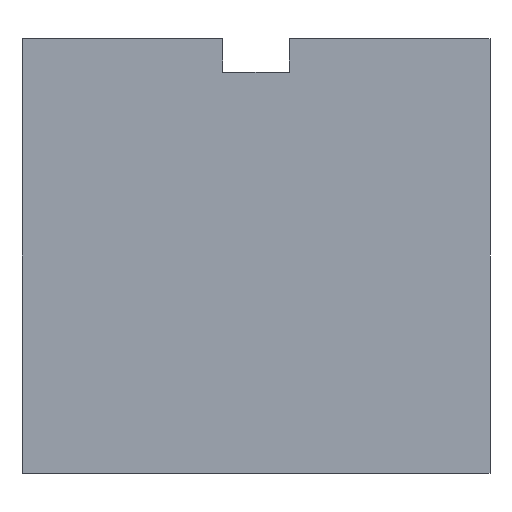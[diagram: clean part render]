
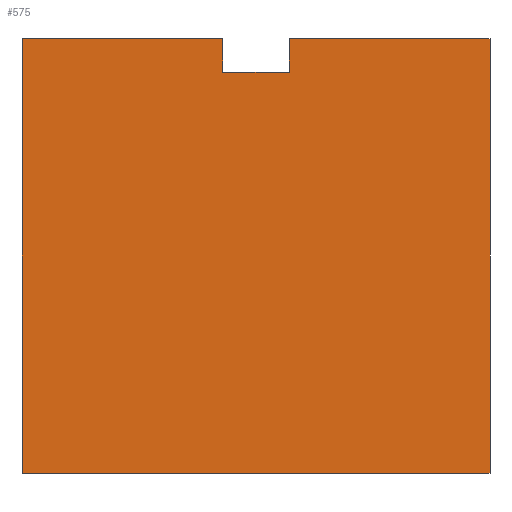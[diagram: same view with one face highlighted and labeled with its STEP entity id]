
A CAD part, left-side view. The second image highlights one B-rep face of the part: STEP entity #575.
In plain terms, the highlighted planar face has unit normal (-1, 0, 0).
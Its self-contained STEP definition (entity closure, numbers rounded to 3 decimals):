
#30 = DIRECTION ( 'NONE',  ( 0., 0., -1. ) ) ;
#31 = CARTESIAN_POINT ( 'NONE',  ( -3.5, 3.5, 6. ) ) ;
#56 = VERTEX_POINT ( 'NONE', #216 ) ;
#58 = CARTESIAN_POINT ( 'NONE',  ( -3.5, -3.5, 6. ) ) ;
#157 = DIRECTION ( 'NONE',  ( 0., 0., -1. ) ) ;
#178 = VERTEX_POINT ( 'NONE', #219 ) ;
#181 = LINE ( 'NONE', #237, #605 ) ;
#182 = DIRECTION ( 'NONE',  ( 0., 0., -1. ) ) ;
#186 = CARTESIAN_POINT ( 'NONE',  ( -3.5, 0.5, 6.5 ) ) ;
#188 = LINE ( 'NONE', #190, #631 ) ;
#190 = CARTESIAN_POINT ( 'NONE',  ( -3.5, 3.5, 6.5 ) ) ;
#191 = DIRECTION ( 'NONE',  ( 0., -1., 0. ) ) ;
#197 = ORIENTED_EDGE ( 'NONE', *, *, #515, .F. ) ;
#198 = ORIENTED_EDGE ( 'NONE', *, *, #513, .F. ) ;
#199 = ORIENTED_EDGE ( 'NONE', *, *, #506, .F. ) ;
#200 = ORIENTED_EDGE ( 'NONE', *, *, #514, .T. ) ;
#201 = ORIENTED_EDGE ( 'NONE', *, *, #512, .F. ) ;
#202 = ORIENTED_EDGE ( 'NONE', *, *, #508, .F. ) ;
#203 = ORIENTED_EDGE ( 'NONE', *, *, #510, .T. ) ;
#214 = CARTESIAN_POINT ( 'NONE',  ( -3.5, 0.5, 6. ) ) ;
#216 = CARTESIAN_POINT ( 'NONE',  ( -3.5, -3.5, 0. ) ) ;
#219 = CARTESIAN_POINT ( 'NONE',  ( -3.5, 3.5, 6.5 ) ) ;
#224 = CARTESIAN_POINT ( 'NONE',  ( -3.5, 3.5, 0. ) ) ;
#230 = CARTESIAN_POINT ( 'NONE',  ( -3.5, 0.5, 6.5 ) ) ;
#233 = CARTESIAN_POINT ( 'NONE',  ( -3.5, -0.5, 6.5 ) ) ;
#234 = CARTESIAN_POINT ( 'NONE',  ( -3.5, -0.5, 6. ) ) ;
#237 = CARTESIAN_POINT ( 'NONE',  ( -3.5, -0.5, 6.5 ) ) ;
#240 = LINE ( 'NONE', #294, #627 ) ;
#242 = DIRECTION ( 'NONE',  ( 0., -1., 0. ) ) ;
#243 = DIRECTION ( 'NONE',  ( 0., 0., -1. ) ) ;
#248 = LINE ( 'NONE', #283, #604 ) ;
#267 = CARTESIAN_POINT ( 'NONE',  ( -3.5, -3.5, 6.5 ) ) ;
#278 = DIRECTION ( 'NONE',  ( 0., -1., 0. ) ) ;
#279 = CARTESIAN_POINT ( 'NONE',  ( -3.5, -0.5, 6.5 ) ) ;
#281 = LINE ( 'NONE', #279, #625 ) ;
#283 = CARTESIAN_POINT ( 'NONE',  ( -3.5, -3.5, 6. ) ) ;
#284 = LINE ( 'NONE', #186, #624 ) ;
#286 = LINE ( 'NONE', #58, #623 ) ;
#291 = LINE ( 'NONE', #31, #606 ) ;
#292 = DIRECTION ( 'NONE',  ( 0., -1., 0. ) ) ;
#294 = CARTESIAN_POINT ( 'NONE',  ( -3.5, -3.5, 0. ) ) ;
#339 = EDGE_LOOP ( 'NONE', ( #203, #202, #201, #200, #199, #198, #197, #367 ) ) ;
#343 = VERTEX_POINT ( 'NONE', #224 ) ;
#347 = VERTEX_POINT ( 'NONE', #214 ) ;
#351 = VERTEX_POINT ( 'NONE', #230 ) ;
#354 = VERTEX_POINT ( 'NONE', #233 ) ;
#355 = VERTEX_POINT ( 'NONE', #234 ) ;
#367 = ORIENTED_EDGE ( 'NONE', *, *, #516, .T. ) ;
#378 = VERTEX_POINT ( 'NONE', #267 ) ;
#398 = DIRECTION ( 'NONE',  ( 0., 0., -1. ) ) ;
#400 = DIRECTION ( 'NONE',  ( 1., 0., 0. ) ) ;
#407 = PLANE ( 'NONE',  #647 ) ;
#410 = FACE_OUTER_BOUND ( 'NONE', #339, .T. ) ;
#414 = CARTESIAN_POINT ( 'NONE',  ( -3.5, -3.5, 6. ) ) ;
#506 = EDGE_CURVE ( 'NONE', #347, #355, #286, .T. ) ;
#508 = EDGE_CURVE ( 'NONE', #378, #56, #248, .T. ) ;
#510 = EDGE_CURVE ( 'NONE', #343, #56, #240, .T. ) ;
#512 = EDGE_CURVE ( 'NONE', #354, #378, #281, .T. ) ;
#513 = EDGE_CURVE ( 'NONE', #351, #347, #284, .T. ) ;
#514 = EDGE_CURVE ( 'NONE', #354, #355, #181, .T. ) ;
#515 = EDGE_CURVE ( 'NONE', #178, #351, #188, .T. ) ;
#516 = EDGE_CURVE ( 'NONE', #178, #343, #291, .T. ) ;
#575 = ADVANCED_FACE ( 'NONE', ( #410 ), #407, .F. ) ;
#604 = VECTOR ( 'NONE', #243, 1000. ) ;
#605 = VECTOR ( 'NONE', #157, 1000. ) ;
#606 = VECTOR ( 'NONE', #30, 1000. ) ;
#623 = VECTOR ( 'NONE', #242, 1000. ) ;
#624 = VECTOR ( 'NONE', #182, 1000. ) ;
#625 = VECTOR ( 'NONE', #278, 1000. ) ;
#627 = VECTOR ( 'NONE', #292, 1000. ) ;
#631 = VECTOR ( 'NONE', #191, 1000. ) ;
#647 = AXIS2_PLACEMENT_3D ( 'NONE', #414, #400, #398 ) ;
